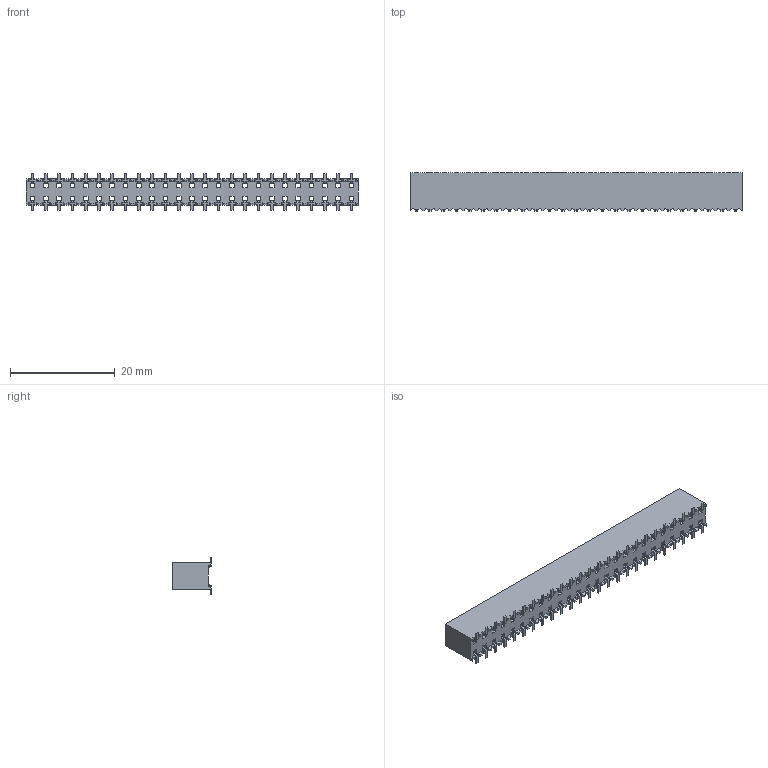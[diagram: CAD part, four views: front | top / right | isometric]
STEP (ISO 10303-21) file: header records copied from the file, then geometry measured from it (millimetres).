
FILE_DESCRIPTION(/* description */ ('STEP AP214'),/* implementation_level */ '2;1');
FILE_NAME(/* name */ 'SSM-125-L-DV',/* time_stamp */ '2023-08-21T18:09:04+02:00',/* author */ ('License CC BY-ND 4.0'),/* organization */ ('CADENAS'),/* preprocessor_version */ 'ST-DEVELOPER v19.3',/* originating_system */ 'PARTsolutions',/* authorisation */ ' ');
FILE_SCHEMA (('AUTOMOTIVE_DESIGN {1 0 10303 214 3 1 1}'));
Length unit declared in the file: inch
Products named in the file (3): SSM-125-L-DV; C-137-0125; SSM-125-L-DV_body
Assembly tree (2 placements, depth 2):
  SSM-125-L-DV
    C-137-0125
    SSM-125-L-DV_body
Bounding box: 63.5 x 7.42 x 7.04 mm (x, y, z)
Volume: 1945.3 mm3; surface area: 3359.3 mm2
Topology: 2 solids, 2 shells, 1205 faces, 3600 edges, 2400 vertices
Faces by surface type: plane 1105, cylinder 100
Entity records: 40224 total; most frequent: CARTESIAN_POINT 7208, ORIENTED_EDGE 7200, DIRECTION 6216, EDGE_CURVE 3600, LINE 3400, VECTOR 3400, VERTEX_POINT 2400, AXIS2_PLACEMENT_3D 1408
